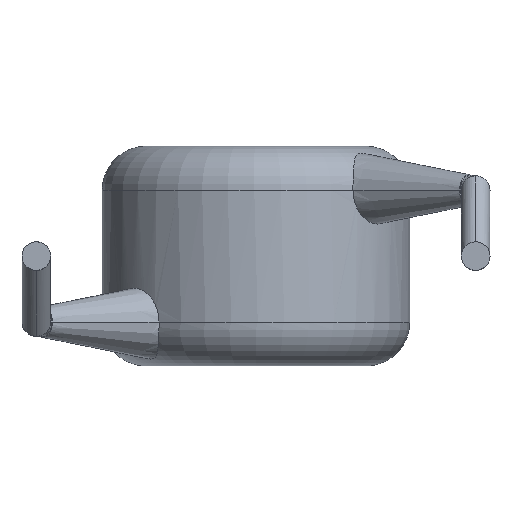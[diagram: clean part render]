
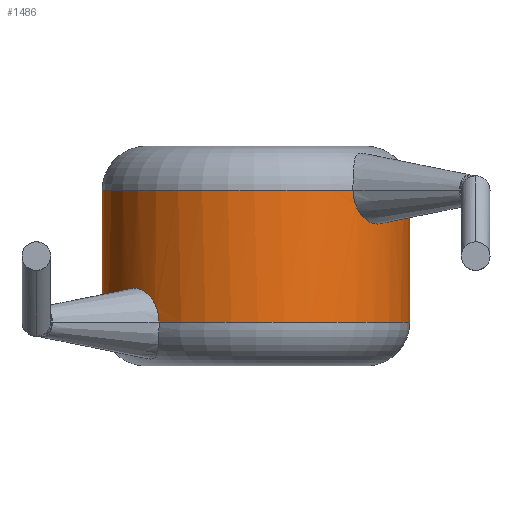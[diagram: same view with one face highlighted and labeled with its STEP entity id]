
A CAD part, front view. The second image highlights one B-rep face of the part: STEP entity #1486.
In plain terms, the highlighted cylindrical face has radius 3.5 mm (diameter 7 mm), a partial arc.
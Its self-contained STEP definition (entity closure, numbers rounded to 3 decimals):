
#5 = CARTESIAN_POINT ( 'NONE',  ( 2.285, -2.651, 3.609 ) ) ;
#9 = AXIS2_PLACEMENT_3D ( 'NONE', #36, #1327, #327 ) ;
#14 = CARTESIAN_POINT ( 'NONE',  ( 2.223, -2.704, 3.796 ) ) ;
#36 = CARTESIAN_POINT ( 'NONE',  ( 0., 0., 4. ) ) ;
#60 = CIRCLE ( 'NONE', #2052, 3.5 ) ;
#76 = EDGE_CURVE ( 'NONE', #2715, #2991, #2086, .T. ) ;
#78 = CARTESIAN_POINT ( 'NONE',  ( 2.206, -2.717, 4. ) ) ;
#117 = CARTESIAN_POINT ( 'NONE',  ( -3.171, -1.482, 1.206 ) ) ;
#128 = EDGE_LOOP ( 'NONE', ( #1815, #2324, #537, #4209, #1619, #1731, #878, #2105 ) ) ;
#151 = DIRECTION ( 'NONE',  ( 1., 0., 0. ) ) ;
#180 = CIRCLE ( 'NONE', #1394, 3.5 ) ;
#285 = LINE ( 'NONE', #2311, #4005 ) ;
#299 = CARTESIAN_POINT ( 'NONE',  ( 3.5, 0., 5. ) ) ;
#315 = CARTESIAN_POINT ( 'NONE',  ( 2.633, -2.315, 3.231 ) ) ;
#326 = LINE ( 'NONE', #299, #3341 ) ;
#327 = DIRECTION ( 'NONE',  ( 1., 0., 0. ) ) ;
#350 = CARTESIAN_POINT ( 'NONE',  ( -3.5, 0., 1. ) ) ;
#364 = DIRECTION ( 'NONE',  ( 0., 0., 1. ) ) ;
#509 = EDGE_CURVE ( 'NONE', #709, #3669, #3732, .T. ) ;
#517 = EDGE_CURVE ( 'NONE', #2715, #1021, #60, .T. ) ;
#537 = ORIENTED_EDGE ( 'NONE', *, *, #3268, .F. ) ;
#605 = DIRECTION ( 'NONE',  ( 1., 0., 0. ) ) ;
#642 = CARTESIAN_POINT ( 'NONE',  ( 3.135, -1.563, 3.595 ) ) ;
#672 = AXIS2_PLACEMENT_3D ( 'NONE', #2960, #1966, #605 ) ;
#709 = VERTEX_POINT ( 'NONE', #78 ) ;
#734 = VERTEX_POINT ( 'NONE', #2402 ) ;
#755 = CARTESIAN_POINT ( 'NONE',  ( -2.331, -2.612, 1.476 ) ) ;
#798 = CARTESIAN_POINT ( 'NONE',  ( -2.883, -1.994, 1.77 ) ) ;
#878 = ORIENTED_EDGE ( 'NONE', *, *, #76, .F. ) ;
#908 = CARTESIAN_POINT ( 'NONE',  ( 3.5, 0., 1. ) ) ;
#953 = CARTESIAN_POINT ( 'NONE',  ( 2.206, -2.717, 3.897 ) ) ;
#1010 = CARTESIAN_POINT ( 'NONE',  ( 2.206, -2.717, 4. ) ) ;
#1021 = VERTEX_POINT ( 'NONE', #908 ) ;
#1037 = DIRECTION ( 'NONE',  ( 1., 0., 0. ) ) ;
#1086 = DIRECTION ( 'NONE',  ( 0., 0., -1. ) ) ;
#1135 = VERTEX_POINT ( 'NONE', #350 ) ;
#1327 = DIRECTION ( 'NONE',  ( 0., 0., -1. ) ) ;
#1344 = CARTESIAN_POINT ( 'NONE',  ( -3.171, -1.482, 1. ) ) ;
#1392 = CARTESIAN_POINT ( 'NONE',  ( 3.171, -1.482, 4. ) ) ;
#1394 = AXIS2_PLACEMENT_3D ( 'NONE', #3845, #1859, #151 ) ;
#1409 = CARTESIAN_POINT ( 'NONE',  ( -2.992, -1.822, 1.689 ) ) ;
#1427 = AXIS2_PLACEMENT_3D ( 'NONE', #3728, #1086, #4039 ) ;
#1486 = ADVANCED_FACE ( 'NONE', ( #1583 ), #4087, .T. ) ;
#1583 = FACE_OUTER_BOUND ( 'NONE', #128, .T. ) ;
#1613 = CARTESIAN_POINT ( 'NONE',  ( 3.171, -1.482, 4. ) ) ;
#1619 = ORIENTED_EDGE ( 'NONE', *, *, #2845, .T. ) ;
#1731 = ORIENTED_EDGE ( 'NONE', *, *, #1780, .T. ) ;
#1780 = EDGE_CURVE ( 'NONE', #1135, #2991, #2314, .T. ) ;
#1794 = B_SPLINE_CURVE_WITH_KNOTS ( 'NONE', 3,
 ( #1010, #953, #14, #5, #3333, #2990, #315, #1934, #3280, #642, #4230, #1613 ),
 .UNSPECIFIED., .F., .F.,
 ( 4, 2, 2, 2, 2, 4 ),
 ( 0., 0., 0.001, 0.001, 0.002, 0.002 ),
 .UNSPECIFIED. ) ;
#1815 = ORIENTED_EDGE ( 'NONE', *, *, #3426, .F. ) ;
#1859 = DIRECTION ( 'NONE',  ( 0., 0., -1. ) ) ;
#1934 = CARTESIAN_POINT ( 'NONE',  ( 2.883, -1.994, 3.23 ) ) ;
#1966 = DIRECTION ( 'NONE',  ( 0., 0., 1. ) ) ;
#2030 = CARTESIAN_POINT ( 'NONE',  ( 0., 0., 1. ) ) ;
#2052 = AXIS2_PLACEMENT_3D ( 'NONE', #2030, #364, #1037 ) ;
#2086 = B_SPLINE_CURVE_WITH_KNOTS ( 'NONE', 3,
 ( #3451, #4038, #3436, #4072, #755, #2427, #2780, #798, #1409, #3409, #117, #4051 ),
 .UNSPECIFIED., .F., .F.,
 ( 4, 2, 2, 2, 2, 4 ),
 ( 0., 0., 0.001, 0.001, 0.002, 0.002 ),
 .UNSPECIFIED. ) ;
#2105 = ORIENTED_EDGE ( 'NONE', *, *, #517, .T. ) ;
#2224 = CARTESIAN_POINT ( 'NONE',  ( -2.206, -2.717, 1. ) ) ;
#2311 = CARTESIAN_POINT ( 'NONE',  ( -3.5, 0., 5. ) ) ;
#2314 = CIRCLE ( 'NONE', #672, 3.5 ) ;
#2324 = ORIENTED_EDGE ( 'NONE', *, *, #3729, .T. ) ;
#2328 = DIRECTION ( 'NONE',  ( 0., 0., -1. ) ) ;
#2348 = VERTEX_POINT ( 'NONE', #1392 ) ;
#2402 = CARTESIAN_POINT ( 'NONE',  ( 3.5, 0., 4. ) ) ;
#2427 = CARTESIAN_POINT ( 'NONE',  ( -2.492, -2.462, 1.687 ) ) ;
#2619 = DIRECTION ( 'NONE',  ( 0., 0., -1. ) ) ;
#2715 = VERTEX_POINT ( 'NONE', #2224 ) ;
#2780 = CARTESIAN_POINT ( 'NONE',  ( -2.633, -2.315, 1.769 ) ) ;
#2845 = EDGE_CURVE ( 'NONE', #3669, #1135, #285, .T. ) ;
#2960 = CARTESIAN_POINT ( 'NONE',  ( 0., 0., 1. ) ) ;
#2990 = CARTESIAN_POINT ( 'NONE',  ( 2.492, -2.462, 3.313 ) ) ;
#2991 = VERTEX_POINT ( 'NONE', #1344 ) ;
#3268 = EDGE_CURVE ( 'NONE', #709, #2348, #1794, .T. ) ;
#3280 = CARTESIAN_POINT ( 'NONE',  ( 2.992, -1.822, 3.311 ) ) ;
#3333 = CARTESIAN_POINT ( 'NONE',  ( 2.331, -2.612, 3.524 ) ) ;
#3341 = VECTOR ( 'NONE', #2619, 1000. ) ;
#3409 = CARTESIAN_POINT ( 'NONE',  ( -3.135, -1.563, 1.405 ) ) ;
#3426 = EDGE_CURVE ( 'NONE', #734, #1021, #326, .T. ) ;
#3436 = CARTESIAN_POINT ( 'NONE',  ( -2.223, -2.704, 1.204 ) ) ;
#3451 = CARTESIAN_POINT ( 'NONE',  ( -2.206, -2.717, 1. ) ) ;
#3669 = VERTEX_POINT ( 'NONE', #4133 ) ;
#3728 = CARTESIAN_POINT ( 'NONE',  ( 0., 0., 5. ) ) ;
#3729 = EDGE_CURVE ( 'NONE', #734, #2348, #180, .T. ) ;
#3732 = CIRCLE ( 'NONE', #9, 3.5 ) ;
#3845 = CARTESIAN_POINT ( 'NONE',  ( 0., 0., 4. ) ) ;
#4005 = VECTOR ( 'NONE', #2328, 1000. ) ;
#4038 = CARTESIAN_POINT ( 'NONE',  ( -2.206, -2.717, 1.103 ) ) ;
#4039 = DIRECTION ( 'NONE',  ( -1., 0., 0. ) ) ;
#4051 = CARTESIAN_POINT ( 'NONE',  ( -3.171, -1.482, 1. ) ) ;
#4072 = CARTESIAN_POINT ( 'NONE',  ( -2.285, -2.651, 1.391 ) ) ;
#4087 = CYLINDRICAL_SURFACE ( 'NONE', #1427, 3.5 ) ;
#4133 = CARTESIAN_POINT ( 'NONE',  ( -3.5, 0., 4. ) ) ;
#4209 = ORIENTED_EDGE ( 'NONE', *, *, #509, .T. ) ;
#4230 = CARTESIAN_POINT ( 'NONE',  ( 3.171, -1.482, 3.794 ) ) ;
